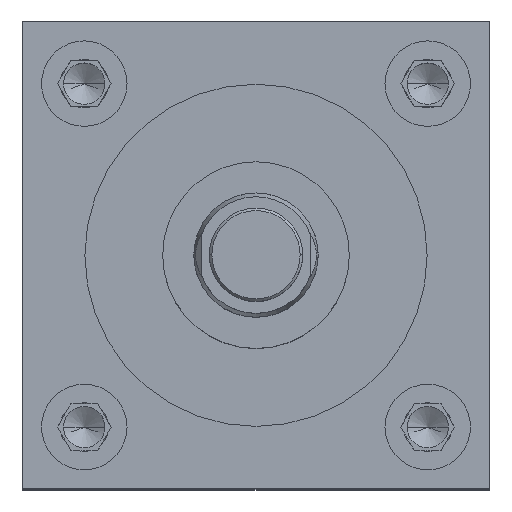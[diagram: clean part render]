
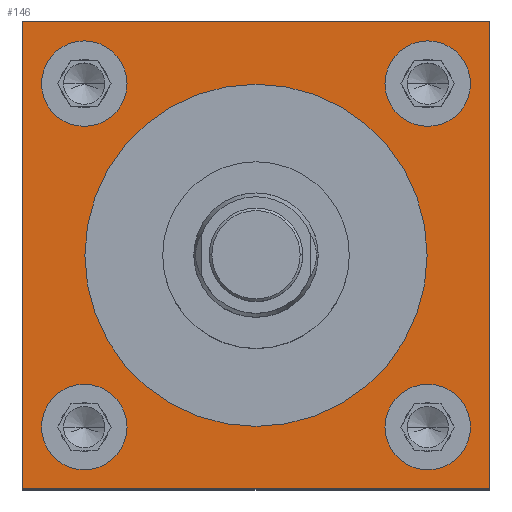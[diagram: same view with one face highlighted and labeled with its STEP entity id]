
A CAD part, top view. The second image highlights one B-rep face of the part: STEP entity #146.
In plain terms, the highlighted planar face has unit normal (0, 0, 1).
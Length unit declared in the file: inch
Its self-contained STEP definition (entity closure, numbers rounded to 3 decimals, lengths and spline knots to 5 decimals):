
#11 = CARTESIAN_POINT ( 'NONE',  ( 1.38, -1.38, 6.25 ) ) ;
#37 = ORIENTED_EDGE ( 'NONE', *, *, #5545, .T. ) ;
#41 = VERTEX_POINT ( 'NONE', #715 ) ;
#51 = FACE_BOUND ( 'NONE', #287, .T. ) ;
#65 = AXIS2_PLACEMENT_3D ( 'NONE', #6044, #5571, #1136 ) ;
#83 = CARTESIAN_POINT ( 'NONE',  ( 1.0365, -1.38, 6.25 ) ) ;
#146 = ADVANCED_FACE ( 'NONE', ( #6193, #3871, #3342, #51, #4823, #3435 ), #5778, .F. ) ;
#191 = ORIENTED_EDGE ( 'NONE', *, *, #1644, .F. ) ;
#256 = CIRCLE ( 'NONE', #6083, 0.3435 ) ;
#287 = EDGE_LOOP ( 'NONE', ( #5852, #2780 ) ) ;
#503 = EDGE_CURVE ( 'NONE', #41, #2648, #3426, .T. ) ;
#528 = CIRCLE ( 'NONE', #3954, 1.375 ) ;
#578 = CIRCLE ( 'NONE', #65, 1.375 ) ;
#632 = DIRECTION ( 'NONE',  ( 1., 0., 0. ) ) ;
#715 = CARTESIAN_POINT ( 'NONE',  ( 1.0365, 1.38, 6.25 ) ) ;
#726 = AXIS2_PLACEMENT_3D ( 'NONE', #2328, #4261, #3775 ) ;
#799 = VERTEX_POINT ( 'NONE', #1040 ) ;
#880 = CARTESIAN_POINT ( 'NONE',  ( -1.875, 1.875, 6.25 ) ) ;
#936 = EDGE_CURVE ( 'NONE', #2536, #4492, #578, .T. ) ;
#1040 = CARTESIAN_POINT ( 'NONE',  ( -1.7235, 1.38, 6.25 ) ) ;
#1057 = DIRECTION ( 'NONE',  ( 0., 0., 1. ) ) ;
#1064 = CARTESIAN_POINT ( 'NONE',  ( 0., 0., 6.25 ) ) ;
#1132 = ORIENTED_EDGE ( 'NONE', *, *, #4911, .F. ) ;
#1136 = DIRECTION ( 'NONE',  ( 1., 0., 0. ) ) ;
#1144 = AXIS2_PLACEMENT_3D ( 'NONE', #5255, #2351, #2413 ) ;
#1286 = ORIENTED_EDGE ( 'NONE', *, *, #5054, .T. ) ;
#1317 = ORIENTED_EDGE ( 'NONE', *, *, #4074, .F. ) ;
#1498 = DIRECTION ( 'NONE',  ( 0., 0., 1. ) ) ;
#1644 = EDGE_CURVE ( 'NONE', #3387, #2918, #1741, .T. ) ;
#1657 = CARTESIAN_POINT ( 'NONE',  ( -1.875, -1.875, 6.25 ) ) ;
#1741 = CIRCLE ( 'NONE', #4776, 0.3435 ) ;
#1765 = EDGE_LOOP ( 'NONE', ( #2124, #1132 ) ) ;
#1799 = CARTESIAN_POINT ( 'NONE',  ( -1.0365, -1.38, 6.25 ) ) ;
#1832 = DIRECTION ( 'NONE',  ( 1., 0., 0. ) ) ;
#1881 = DIRECTION ( 'NONE',  ( 1., 0., 0. ) ) ;
#1918 = EDGE_CURVE ( 'NONE', #2648, #41, #5954, .T. ) ;
#1924 = AXIS2_PLACEMENT_3D ( 'NONE', #6148, #3760, #1832 ) ;
#1936 = AXIS2_PLACEMENT_3D ( 'NONE', #3562, #1498, #632 ) ;
#1971 = CARTESIAN_POINT ( 'NONE',  ( -1.875, 1.875, 6.25 ) ) ;
#1987 = CARTESIAN_POINT ( 'NONE',  ( 1.38, 1.38, 6.25 ) ) ;
#2008 = EDGE_CURVE ( 'NONE', #4839, #4332, #4314, .T. ) ;
#2027 = CIRCLE ( 'NONE', #2241, 0.3435 ) ;
#2047 = CIRCLE ( 'NONE', #1144, 0.3435 ) ;
#2109 = ORIENTED_EDGE ( 'NONE', *, *, #3969, .T. ) ;
#2124 = ORIENTED_EDGE ( 'NONE', *, *, #936, .F. ) ;
#2241 = AXIS2_PLACEMENT_3D ( 'NONE', #3710, #5626, #4550 ) ;
#2328 = CARTESIAN_POINT ( 'NONE',  ( -1.38, 1.38, 6.25 ) ) ;
#2337 = VERTEX_POINT ( 'NONE', #1799 ) ;
#2338 = VECTOR ( 'NONE', #4357, 39.37008 ) ;
#2351 = DIRECTION ( 'NONE',  ( 0., 0., 1. ) ) ;
#2357 = CARTESIAN_POINT ( 'NONE',  ( -1.38, -1.38, 6.25 ) ) ;
#2408 = CARTESIAN_POINT ( 'NONE',  ( -1.875, -1.875, 6.25 ) ) ;
#2413 = DIRECTION ( 'NONE',  ( 1., 0., 0. ) ) ;
#2523 = ORIENTED_EDGE ( 'NONE', *, *, #2008, .T. ) ;
#2536 = VERTEX_POINT ( 'NONE', #3533 ) ;
#2648 = VERTEX_POINT ( 'NONE', #3721 ) ;
#2690 = VECTOR ( 'NONE', #3636, 39.37008 ) ;
#2738 = EDGE_CURVE ( 'NONE', #5001, #2337, #256, .T. ) ;
#2771 = EDGE_LOOP ( 'NONE', ( #3323, #191 ) ) ;
#2780 = ORIENTED_EDGE ( 'NONE', *, *, #4324, .F. ) ;
#2804 = DIRECTION ( 'NONE',  ( 0., 0., 1. ) ) ;
#2918 = VERTEX_POINT ( 'NONE', #5446 ) ;
#3014 = VECTOR ( 'NONE', #3333, 39.37008 ) ;
#3068 = VERTEX_POINT ( 'NONE', #4126 ) ;
#3323 = ORIENTED_EDGE ( 'NONE', *, *, #4436, .F. ) ;
#3333 = DIRECTION ( 'NONE',  ( 0., -1., 0. ) ) ;
#3342 = FACE_BOUND ( 'NONE', #4423, .T. ) ;
#3387 = VERTEX_POINT ( 'NONE', #83 ) ;
#3426 = CIRCLE ( 'NONE', #4236, 0.3435 ) ;
#3435 = FACE_OUTER_BOUND ( 'NONE', #4451, .T. ) ;
#3533 = CARTESIAN_POINT ( 'NONE',  ( 1.375, 0., 6.25 ) ) ;
#3559 = CARTESIAN_POINT ( 'NONE',  ( -1.7235, -1.38, 6.25 ) ) ;
#3562 = CARTESIAN_POINT ( 'NONE',  ( -1.38, -1.38, 6.25 ) ) ;
#3636 = DIRECTION ( 'NONE',  ( 1., 0., 0. ) ) ;
#3645 = LINE ( 'NONE', #3732, #5589 ) ;
#3702 = LINE ( 'NONE', #5616, #2690 ) ;
#3710 = CARTESIAN_POINT ( 'NONE',  ( -1.38, 1.38, 6.25 ) ) ;
#3721 = CARTESIAN_POINT ( 'NONE',  ( 1.7235, 1.38, 6.25 ) ) ;
#3732 = CARTESIAN_POINT ( 'NONE',  ( 1.875, -1.875, 6.25 ) ) ;
#3760 = DIRECTION ( 'NONE',  ( 0., 0., 1. ) ) ;
#3775 = DIRECTION ( 'NONE',  ( 1., 0., 0. ) ) ;
#3788 = DIRECTION ( 'NONE',  ( 1., 0., 0. ) ) ;
#3823 = DIRECTION ( 'NONE',  ( 0., 0., 1. ) ) ;
#3871 = FACE_BOUND ( 'NONE', #4461, .T. ) ;
#3954 = AXIS2_PLACEMENT_3D ( 'NONE', #1064, #4069, #5919 ) ;
#3969 = EDGE_CURVE ( 'NONE', #5518, #4839, #4234, .T. ) ;
#4060 = CIRCLE ( 'NONE', #726, 0.3435 ) ;
#4069 = DIRECTION ( 'NONE',  ( 0., 0., 1. ) ) ;
#4074 = EDGE_CURVE ( 'NONE', #2337, #5001, #4164, .T. ) ;
#4126 = CARTESIAN_POINT ( 'NONE',  ( -1.0365, 1.38, 6.25 ) ) ;
#4164 = CIRCLE ( 'NONE', #1936, 0.3435 ) ;
#4234 = LINE ( 'NONE', #880, #2338 ) ;
#4236 = AXIS2_PLACEMENT_3D ( 'NONE', #1987, #3823, #3788 ) ;
#4261 = DIRECTION ( 'NONE',  ( 0., 0., 1. ) ) ;
#4314 = LINE ( 'NONE', #2408, #3014 ) ;
#4324 = EDGE_CURVE ( 'NONE', #799, #3068, #2027, .T. ) ;
#4332 = VERTEX_POINT ( 'NONE', #1657 ) ;
#4355 = CARTESIAN_POINT ( 'NONE',  ( 1.875, -1.875, 6.25 ) ) ;
#4357 = DIRECTION ( 'NONE',  ( -1., 0., 0. ) ) ;
#4379 = ORIENTED_EDGE ( 'NONE', *, *, #1918, .F. ) ;
#4423 = EDGE_LOOP ( 'NONE', ( #1317, #6047 ) ) ;
#4436 = EDGE_CURVE ( 'NONE', #2918, #3387, #2047, .T. ) ;
#4451 = EDGE_LOOP ( 'NONE', ( #2523, #37, #1286, #2109 ) ) ;
#4461 = EDGE_LOOP ( 'NONE', ( #4379, #5663 ) ) ;
#4473 = CARTESIAN_POINT ( 'NONE',  ( -1.375, 0., 6.25 ) ) ;
#4492 = VERTEX_POINT ( 'NONE', #4473 ) ;
#4550 = DIRECTION ( 'NONE',  ( 1., 0., 0. ) ) ;
#4769 = EDGE_CURVE ( 'NONE', #3068, #799, #4060, .T. ) ;
#4775 = AXIS2_PLACEMENT_3D ( 'NONE', #1971, #5812, #5346 ) ;
#4776 = AXIS2_PLACEMENT_3D ( 'NONE', #11, #1057, #6222 ) ;
#4794 = CARTESIAN_POINT ( 'NONE',  ( -1.875, 1.875, 6.25 ) ) ;
#4823 = FACE_BOUND ( 'NONE', #1765, .T. ) ;
#4839 = VERTEX_POINT ( 'NONE', #4794 ) ;
#4862 = VERTEX_POINT ( 'NONE', #4355 ) ;
#4911 = EDGE_CURVE ( 'NONE', #4492, #2536, #528, .T. ) ;
#5001 = VERTEX_POINT ( 'NONE', #3559 ) ;
#5054 = EDGE_CURVE ( 'NONE', #4862, #5518, #3645, .T. ) ;
#5102 = DIRECTION ( 'NONE',  ( 0., 1., 0. ) ) ;
#5255 = CARTESIAN_POINT ( 'NONE',  ( 1.38, -1.38, 6.25 ) ) ;
#5346 = DIRECTION ( 'NONE',  ( -1., 0., 0. ) ) ;
#5446 = CARTESIAN_POINT ( 'NONE',  ( 1.7235, -1.38, 6.25 ) ) ;
#5518 = VERTEX_POINT ( 'NONE', #6031 ) ;
#5545 = EDGE_CURVE ( 'NONE', #4332, #4862, #3702, .T. ) ;
#5571 = DIRECTION ( 'NONE',  ( 0., 0., 1. ) ) ;
#5589 = VECTOR ( 'NONE', #5102, 39.37008 ) ;
#5616 = CARTESIAN_POINT ( 'NONE',  ( -1.875, -1.875, 6.25 ) ) ;
#5626 = DIRECTION ( 'NONE',  ( 0., 0., 1. ) ) ;
#5663 = ORIENTED_EDGE ( 'NONE', *, *, #503, .F. ) ;
#5778 = PLANE ( 'NONE',  #4775 ) ;
#5812 = DIRECTION ( 'NONE',  ( 0., 0., -1. ) ) ;
#5852 = ORIENTED_EDGE ( 'NONE', *, *, #4769, .F. ) ;
#5919 = DIRECTION ( 'NONE',  ( 1., 0., 0. ) ) ;
#5954 = CIRCLE ( 'NONE', #1924, 0.3435 ) ;
#6031 = CARTESIAN_POINT ( 'NONE',  ( 1.875, 1.875, 6.25 ) ) ;
#6044 = CARTESIAN_POINT ( 'NONE',  ( 0., 0., 6.25 ) ) ;
#6047 = ORIENTED_EDGE ( 'NONE', *, *, #2738, .F. ) ;
#6083 = AXIS2_PLACEMENT_3D ( 'NONE', #2357, #2804, #1881 ) ;
#6148 = CARTESIAN_POINT ( 'NONE',  ( 1.38, 1.38, 6.25 ) ) ;
#6193 = FACE_BOUND ( 'NONE', #2771, .T. ) ;
#6222 = DIRECTION ( 'NONE',  ( 1., 0., 0. ) ) ;
